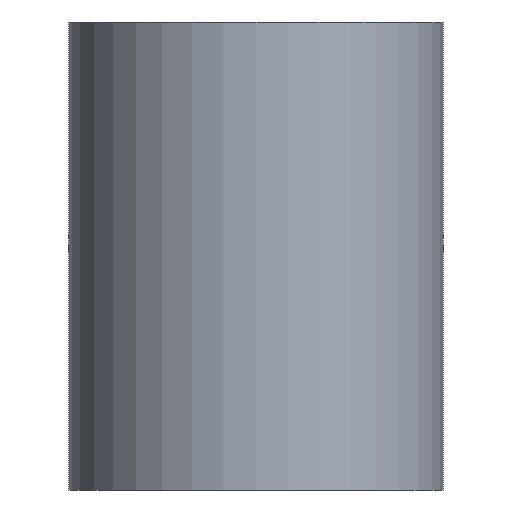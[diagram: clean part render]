
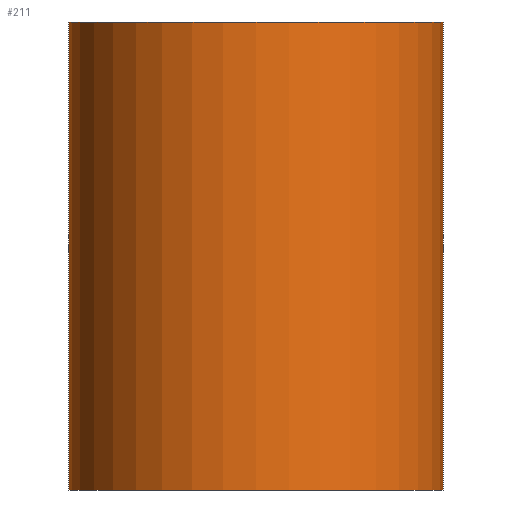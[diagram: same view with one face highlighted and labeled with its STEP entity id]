
A CAD part, front view. The second image highlights one B-rep face of the part: STEP entity #211.
In plain terms, the highlighted cylindrical face has radius 6 mm (diameter 12 mm), a partial arc.
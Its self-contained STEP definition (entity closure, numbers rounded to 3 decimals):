
#8 = EDGE_CURVE ( 'NONE', #214, #178, #199, .T. ) ;
#10 = CARTESIAN_POINT ( 'NONE',  ( -6., 0., 15. ) ) ;
#11 = CARTESIAN_POINT ( 'NONE',  ( 0., 0., 30. ) ) ;
#15 = AXIS2_PLACEMENT_3D ( 'NONE', #216, #122, #219 ) ;
#16 = CARTESIAN_POINT ( 'NONE',  ( -6., 0., 0. ) ) ;
#25 = CIRCLE ( 'NONE', #15, 6. ) ;
#32 = DIRECTION ( 'NONE',  ( 1., 0., 0. ) ) ;
#35 = CARTESIAN_POINT ( 'NONE',  ( 6., 0., 0. ) ) ;
#50 = VECTOR ( 'NONE', #64, 1000. ) ;
#53 = EDGE_CURVE ( 'NONE', #117, #99, #136, .T. ) ;
#55 = CARTESIAN_POINT ( 'NONE',  ( 0., 0., 15. ) ) ;
#61 = EDGE_CURVE ( 'NONE', #117, #214, #25, .T. ) ;
#63 = ORIENTED_EDGE ( 'NONE', *, *, #181, .F. ) ;
#64 = DIRECTION ( 'NONE',  ( 0., 0., 1. ) ) ;
#80 = CIRCLE ( 'NONE', #138, 6. ) ;
#83 = DIRECTION ( 'NONE',  ( 0., 0., 1. ) ) ;
#87 = DIRECTION ( 'NONE',  ( 0., 0., 1. ) ) ;
#90 = FACE_OUTER_BOUND ( 'NONE', #233, .T. ) ;
#99 = VERTEX_POINT ( 'NONE', #10 ) ;
#117 = VERTEX_POINT ( 'NONE', #16 ) ;
#122 = DIRECTION ( 'NONE',  ( 0., 0., 1. ) ) ;
#136 = LINE ( 'NONE', #198, #239 ) ;
#138 = AXIS2_PLACEMENT_3D ( 'NONE', #55, #186, #32 ) ;
#152 = AXIS2_PLACEMENT_3D ( 'NONE', #11, #87, #162 ) ;
#162 = DIRECTION ( 'NONE',  ( 1., 0., 0. ) ) ;
#173 = ORIENTED_EDGE ( 'NONE', *, *, #53, .F. ) ;
#178 = VERTEX_POINT ( 'NONE', #184 ) ;
#181 = EDGE_CURVE ( 'NONE', #99, #178, #80, .T. ) ;
#184 = CARTESIAN_POINT ( 'NONE',  ( 6., 0., 15. ) ) ;
#186 = DIRECTION ( 'NONE',  ( 0., 0., 1. ) ) ;
#198 = CARTESIAN_POINT ( 'NONE',  ( -6., 0., 30. ) ) ;
#199 = LINE ( 'NONE', #235, #50 ) ;
#211 = ADVANCED_FACE ( 'NONE', ( #90 ), #242, .T. ) ;
#214 = VERTEX_POINT ( 'NONE', #35 ) ;
#216 = CARTESIAN_POINT ( 'NONE',  ( 0., 0., 0. ) ) ;
#219 = DIRECTION ( 'NONE',  ( 1., 0., 0. ) ) ;
#225 = ORIENTED_EDGE ( 'NONE', *, *, #61, .T. ) ;
#233 = EDGE_LOOP ( 'NONE', ( #173, #225, #241, #63 ) ) ;
#235 = CARTESIAN_POINT ( 'NONE',  ( 6., 0., 30. ) ) ;
#239 = VECTOR ( 'NONE', #83, 1000. ) ;
#241 = ORIENTED_EDGE ( 'NONE', *, *, #8, .T. ) ;
#242 = CYLINDRICAL_SURFACE ( 'NONE', #152, 6. ) ;
